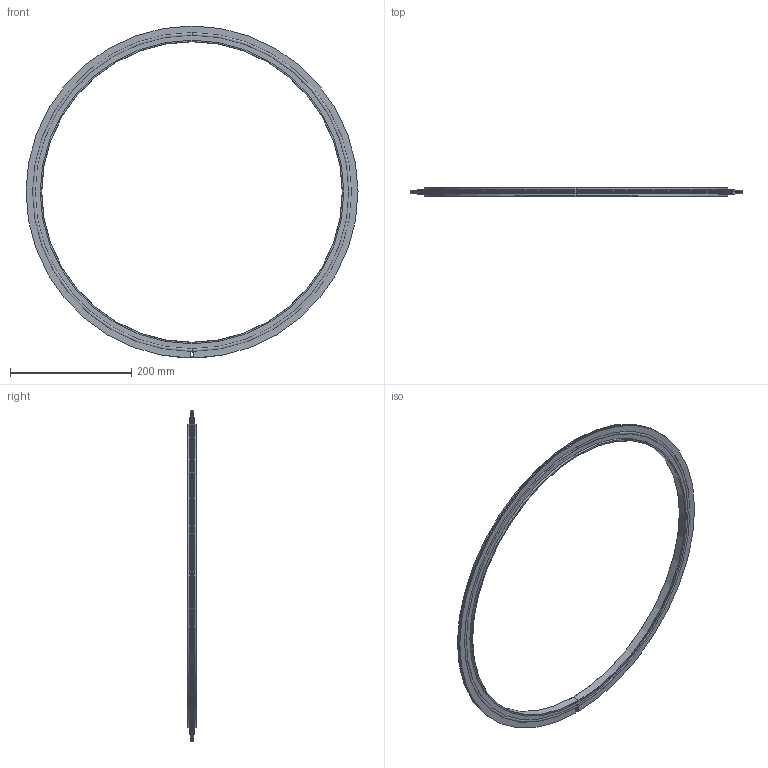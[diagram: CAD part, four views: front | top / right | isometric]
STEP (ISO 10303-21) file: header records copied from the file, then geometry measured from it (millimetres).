
FILE_DESCRIPTION (( 'STEP AP214' ), '1' );
FILE_NAME ('Hositrad_ISO500AV.STEP', '2017-06-01T07:24:41', ( 'Gebruiker' ), ( '' ), 'SwSTEP 2.0', 'SolidWorks 2017', '' );
FILE_SCHEMA (( 'AUTOMOTIVE_DESIGN' ));
Length unit declared in the file: millimetre
Products named in the file (1): Hositrad_ISO500AV
Bounding box: 547.99 x 14 x 547.98 mm (x, y, z)
Volume: 272015.8 mm3; surface area: 179269.2 mm2
Topology: 4 solids, 4 shells, 44 faces, 97 edges, 61 vertices
Faces by surface type: torus 18, plane 12, cylinder 10, cone 4
Entity records: 1481 total; most frequent: CARTESIAN_POINT 273, DIRECTION 248, ORIENTED_EDGE 194, AXIS2_PLACEMENT_3D 112, EDGE_CURVE 97, CIRCLE 67, VERTEX_POINT 61, EDGE_LOOP 50
